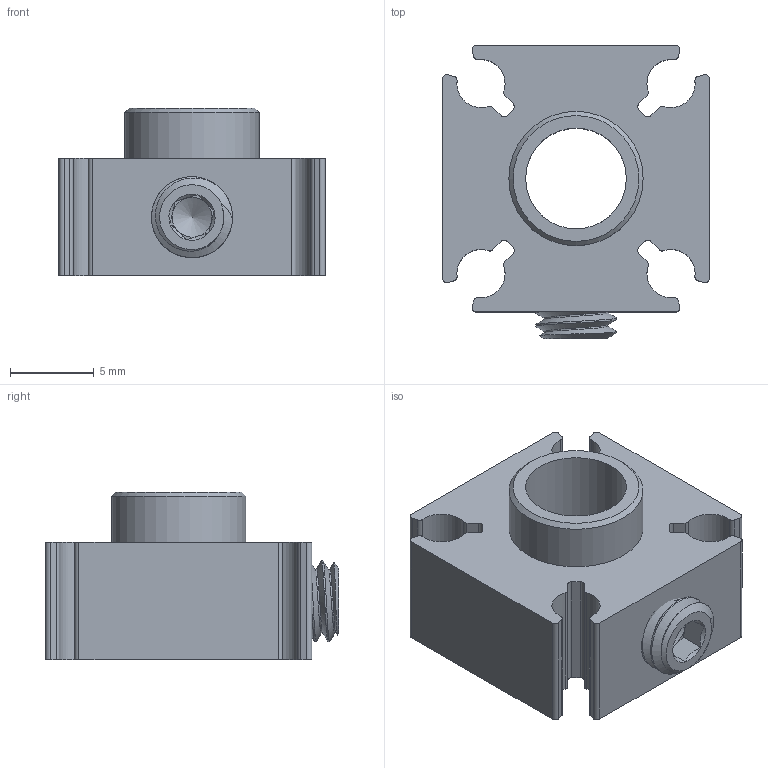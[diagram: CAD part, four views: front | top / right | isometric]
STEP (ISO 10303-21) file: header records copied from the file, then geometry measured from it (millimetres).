
FILE_DESCRIPTION (( 'STEP AP214' ), '1' );
FILE_NAME ('am-3442a 6mm Round Single Boss Nub.STEP', '2020-05-14T23:12:05', ( '' ), ( '' ), 'SwSTEP 2.0', 'SolidWorks 2019', '' );
FILE_SCHEMA (( 'AUTOMOTIVE_DESIGN' ));
Length unit declared in the file: millimetre
Products named in the file (3): am-3442a 6mm Round Single Boss Nub; 10-32 x 0.25 Set Screw CP_91375A438; am-3442 6mm Round Single Boss Nub
Assembly tree (2 placements, depth 2):
  am-3442a 6mm Round Single Boss Nub
    am-3442 6mm Round Single Boss Nub
    10-32 x 0.25 Set Screw CP_91375A438
Bounding box: 15.88 x 17.46 x 10 mm (x, y, z)
Volume: 1355.4 mm3; surface area: 1489.8 mm2
Topology: 2 solids, 2 shells, 98 faces, 261 edges, 167 vertices
Faces by surface type: cylinder 44, plane 40, cone 11, bspline 3
Full cylindrical faces by diameter (mm): 4.039 x1, 6 x1, 8 x1
Entity records: 4593 total; most frequent: CARTESIAN_POINT 2050, DIRECTION 534, ORIENTED_EDGE 502, EDGE_CURVE 251, AXIS2_PLACEMENT_3D 202, VERTEX_POINT 164, LINE 130, VECTOR 130
